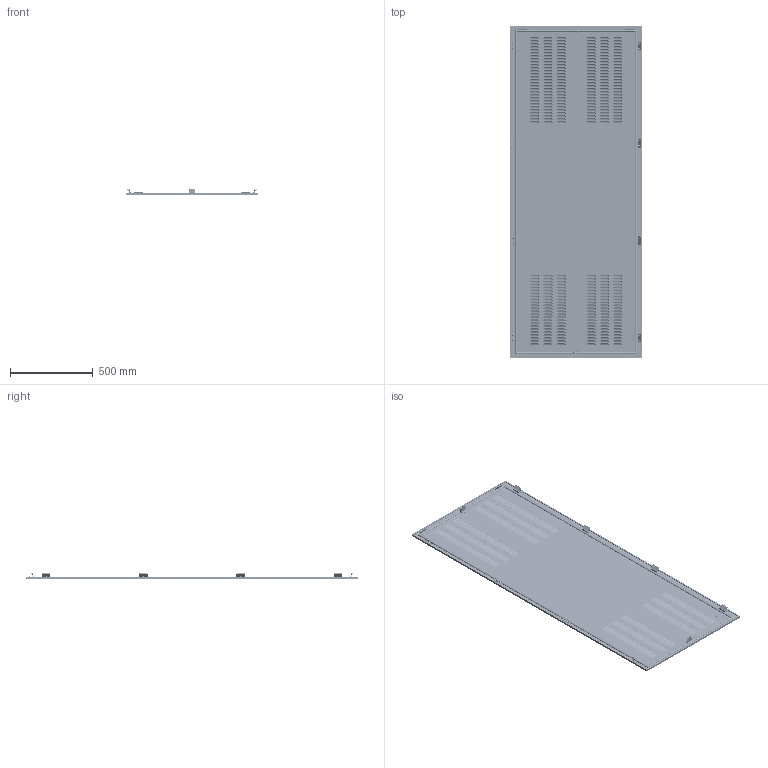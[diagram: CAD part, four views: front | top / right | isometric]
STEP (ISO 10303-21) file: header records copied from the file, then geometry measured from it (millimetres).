
FILE_DESCRIPTION (( 'STEP AP203' ), '1' );
FILE_NAME ('FO-00-PBV-200-080 FORMAT Ïàíåëü çàäíÿÿ 2000õ800 IP54 IEK.STEP', '2025-01-21T07:01:49', ( '' ), ( '' ), 'SwSTEP 2.0', 'SolidWorks 2022', '' );
FILE_SCHEMA (( 'CONFIG_CONTROL_DESIGN' ));
Products named in the file (1): FO-00-PBV-200-080 FORMAT Панель задняя 2000х800 IP54 IEK
Bounding box: 795 x 2000 x 41.43 mm (x, y, z)
Volume: 2874057.5 mm3; surface area: 3594003.4 mm2
Topology: 11 solids, 11 shells, 6766 faces, 17881 edges, 11226 vertices
Faces by surface type: torus 2572, cylinder 2053, plane 1914, cone 216, bspline 11
Entity records: 215511 total; most frequent: DIRECTION 42746, CARTESIAN_POINT 36758, ORIENTED_EDGE 35764, AXIS2_PLACEMENT_3D 18181, EDGE_CURVE 17882, CIRCLE 11425, VERTEX_POINT 11227, EDGE_LOOP 7543
